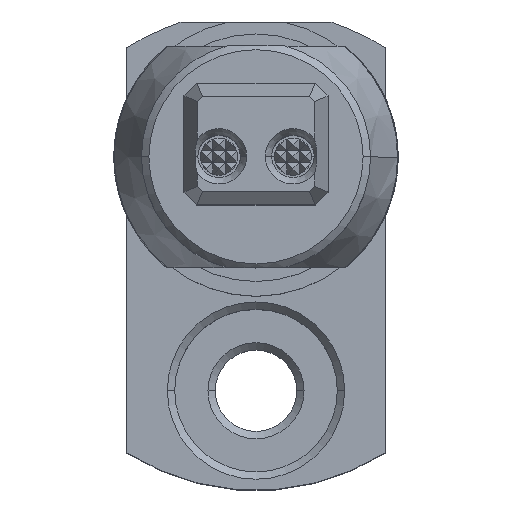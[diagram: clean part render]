
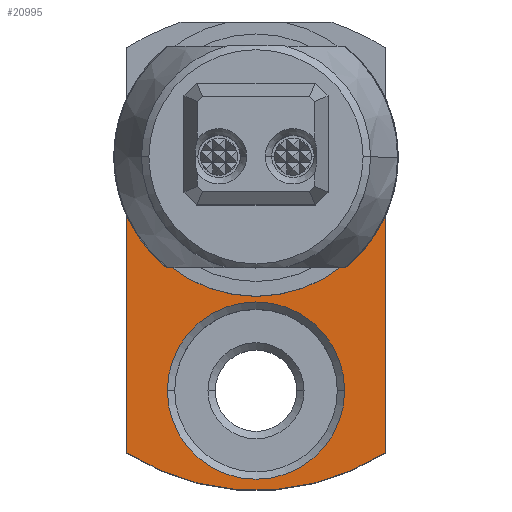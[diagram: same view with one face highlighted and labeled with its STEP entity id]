
A CAD part, top view. The second image highlights one B-rep face of the part: STEP entity #20995.
In plain terms, the highlighted planar face has unit normal (0, 0, 1).
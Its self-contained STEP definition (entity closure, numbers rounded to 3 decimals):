
#95 = CARTESIAN_POINT ( 'NONE',  ( 2.4, -3.8, 0. ) ) ;
#1066 = DIRECTION ( 'NONE',  ( 0., 0., 1. ) ) ;
#1129 = CARTESIAN_POINT ( 'NONE',  ( 3.5, 1.154, 0. ) ) ;
#1214 = CARTESIAN_POINT ( 'NONE',  ( 3.5, -5.477, 0. ) ) ;
#1589 = CARTESIAN_POINT ( 'NONE',  ( 0., 0., 0. ) ) ;
#1941 = CIRCLE ( 'NONE', #14617, 6.5 ) ;
#3380 = CARTESIAN_POINT ( 'NONE',  ( 0., 0., 0. ) ) ;
#3674 = AXIS2_PLACEMENT_3D ( 'NONE', #3380, #10842, #14104 ) ;
#5081 = VECTOR ( 'NONE', #16062, 1000. ) ;
#5683 = VERTEX_POINT ( 'NONE', #7790 ) ;
#6040 = DIRECTION ( 'NONE',  ( 0., 0., -1. ) ) ;
#6833 = CARTESIAN_POINT ( 'NONE',  ( 3.5, -5.477, 0. ) ) ;
#6856 = CARTESIAN_POINT ( 'NONE',  ( -3.5, 1.154, 0. ) ) ;
#6990 = CIRCLE ( 'NONE', #20024, 3.75 ) ;
#7790 = CARTESIAN_POINT ( 'NONE',  ( -3.5, -5.477, 0. ) ) ;
#8783 = DIRECTION ( 'NONE',  ( -1., 0., 0. ) ) ;
#8984 = VERTEX_POINT ( 'NONE', #1129 ) ;
#9089 = EDGE_CURVE ( 'NONE', #19598, #5683, #1941, .T. ) ;
#9463 = EDGE_LOOP ( 'NONE', ( #12601, #12974 ) ) ;
#10028 = AXIS2_PLACEMENT_3D ( 'NONE', #16996, #11840, #18974 ) ;
#10842 = DIRECTION ( 'NONE',  ( 0., 0., -1. ) ) ;
#10940 = EDGE_CURVE ( 'NONE', #21948, #18112, #19728, .T. ) ;
#10972 = FACE_BOUND ( 'NONE', #9463, .T. ) ;
#11736 = VERTEX_POINT ( 'NONE', #6856 ) ;
#11840 = DIRECTION ( 'NONE',  ( 0., 0., -1. ) ) ;
#11946 = ORIENTED_EDGE ( 'NONE', *, *, #17746, .F. ) ;
#11964 = ORIENTED_EDGE ( 'NONE', *, *, #21906, .F. ) ;
#12009 = EDGE_CURVE ( 'NONE', #18112, #21948, #17445, .T. ) ;
#12118 = ORIENTED_EDGE ( 'NONE', *, *, #9089, .F. ) ;
#12342 = LINE ( 'NONE', #21443, #5081 ) ;
#12601 = ORIENTED_EDGE ( 'NONE', *, *, #10940, .T. ) ;
#12736 = VECTOR ( 'NONE', #20643, 1000. ) ;
#12974 = ORIENTED_EDGE ( 'NONE', *, *, #12009, .T. ) ;
#13422 = EDGE_LOOP ( 'NONE', ( #11946, #17115, #11964, #12118 ) ) ;
#14104 = DIRECTION ( 'NONE',  ( -1., 0., 0. ) ) ;
#14110 = AXIS2_PLACEMENT_3D ( 'NONE', #22555, #6040, #17195 ) ;
#14617 = AXIS2_PLACEMENT_3D ( 'NONE', #1589, #21384, #8783 ) ;
#15191 = LINE ( 'NONE', #1214, #12736 ) ;
#16062 = DIRECTION ( 'NONE',  ( 0., 1., 0. ) ) ;
#16996 = CARTESIAN_POINT ( 'NONE',  ( 0., -3.8, 0. ) ) ;
#17115 = ORIENTED_EDGE ( 'NONE', *, *, #22720, .F. ) ;
#17195 = DIRECTION ( 'NONE',  ( -1., 0., 0. ) ) ;
#17445 = CIRCLE ( 'NONE', #14110, 2.4 ) ;
#17746 = EDGE_CURVE ( 'NONE', #8984, #19598, #15191, .T. ) ;
#17821 = FACE_OUTER_BOUND ( 'NONE', #13422, .T. ) ;
#17904 = CARTESIAN_POINT ( 'NONE',  ( -2.4, -3.8, 0. ) ) ;
#18112 = VERTEX_POINT ( 'NONE', #17904 ) ;
#18974 = DIRECTION ( 'NONE',  ( -1., 0., 0. ) ) ;
#19598 = VERTEX_POINT ( 'NONE', #6833 ) ;
#19728 = CIRCLE ( 'NONE', #10028, 2.4 ) ;
#20024 = AXIS2_PLACEMENT_3D ( 'NONE', #20963, #1066, #20713 ) ;
#20643 = DIRECTION ( 'NONE',  ( 0., -1., 0. ) ) ;
#20713 = DIRECTION ( 'NONE',  ( 1., 0., 0. ) ) ;
#20963 = CARTESIAN_POINT ( 'NONE',  ( 0., 2.5, 0. ) ) ;
#20995 = ADVANCED_FACE ( 'NONE', ( #17821, #10972 ), #21069, .F. ) ;
#21069 = PLANE ( 'NONE',  #3674 ) ;
#21384 = DIRECTION ( 'NONE',  ( 0., 0., -1. ) ) ;
#21443 = CARTESIAN_POINT ( 'NONE',  ( -3.5, -5.477, 0. ) ) ;
#21906 = EDGE_CURVE ( 'NONE', #5683, #11736, #12342, .T. ) ;
#21948 = VERTEX_POINT ( 'NONE', #95 ) ;
#22555 = CARTESIAN_POINT ( 'NONE',  ( 0., -3.8, 0. ) ) ;
#22720 = EDGE_CURVE ( 'NONE', #11736, #8984, #6990, .T. ) ;
